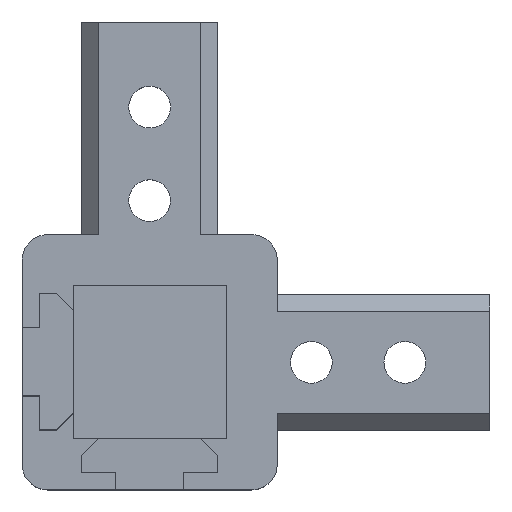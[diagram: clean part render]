
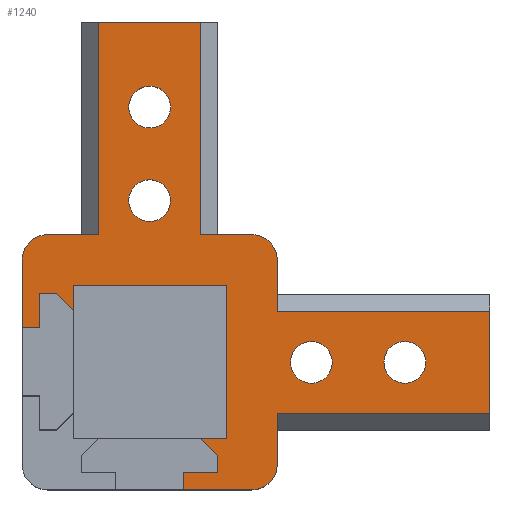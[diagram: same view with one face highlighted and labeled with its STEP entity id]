
A CAD part, top view. The second image highlights one B-rep face of the part: STEP entity #1240.
In plain terms, the highlighted planar face has unit normal (0, 0, 1).
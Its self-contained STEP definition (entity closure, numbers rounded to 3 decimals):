
#15=FACE_BOUND('',#155,.T.);
#16=FACE_BOUND('',#156,.T.);
#17=FACE_BOUND('',#157,.T.);
#18=FACE_BOUND('',#158,.T.);
#40=PLANE('',#1329);
#92=FACE_OUTER_BOUND('',#154,.T.);
#154=EDGE_LOOP('',(#907,#908,#909,#910,#911,#912,#913,#914,#915,#916,#917,
#918,#919,#920,#921,#922,#923,#924,#925,#926,#927,#928,#929,#930,#931,#932,
#933));
#155=EDGE_LOOP('',(#934));
#156=EDGE_LOOP('',(#935));
#157=EDGE_LOOP('',(#936));
#158=EDGE_LOOP('',(#937));
#229=LINE('',#1759,#385);
#238=LINE('',#1777,#394);
#241=LINE('',#1783,#397);
#244=LINE('',#1789,#400);
#251=LINE('',#1802,#407);
#252=LINE('',#1804,#408);
#253=LINE('',#1806,#409);
#254=LINE('',#1808,#410);
#255=LINE('',#1810,#411);
#256=LINE('',#1812,#412);
#257=LINE('',#1814,#413);
#258=LINE('',#1816,#414);
#259=LINE('',#1818,#415);
#260=LINE('',#1822,#416);
#261=LINE('',#1824,#417);
#262=LINE('',#1826,#418);
#263=LINE('',#1828,#419);
#264=LINE('',#1830,#420);
#265=LINE('',#1834,#421);
#266=LINE('',#1836,#422);
#267=LINE('',#1838,#423);
#268=LINE('',#1840,#424);
#269=LINE('',#1842,#425);
#270=LINE('',#1845,#426);
#385=VECTOR('',#1426,10.);
#394=VECTOR('',#1441,10.);
#397=VECTOR('',#1446,10.);
#400=VECTOR('',#1451,10.);
#407=VECTOR('',#1464,10.);
#408=VECTOR('',#1465,10.);
#409=VECTOR('',#1466,10.);
#410=VECTOR('',#1467,10.);
#411=VECTOR('',#1468,10.);
#412=VECTOR('',#1469,10.);
#413=VECTOR('',#1470,10.);
#414=VECTOR('',#1471,10.);
#415=VECTOR('',#1472,10.);
#416=VECTOR('',#1475,10.);
#417=VECTOR('',#1476,10.);
#418=VECTOR('',#1477,10.);
#419=VECTOR('',#1478,10.);
#420=VECTOR('',#1479,10.);
#421=VECTOR('',#1482,10.);
#422=VECTOR('',#1483,10.);
#423=VECTOR('',#1484,10.);
#424=VECTOR('',#1485,10.);
#425=VECTOR('',#1486,10.);
#426=VECTOR('',#1489,10.);
#537=CIRCLE('',#1330,3.);
#538=CIRCLE('',#1331,3.);
#539=CIRCLE('',#1332,3.);
#540=CIRCLE('',#1333,2.459);
#541=CIRCLE('',#1334,2.459);
#542=CIRCLE('',#1335,2.459);
#543=CIRCLE('',#1336,2.459);
#567=VERTEX_POINT('',#1756);
#568=VERTEX_POINT('',#1758);
#574=VERTEX_POINT('',#1776);
#576=VERTEX_POINT('',#1782);
#578=VERTEX_POINT('',#1788);
#581=VERTEX_POINT('',#1801);
#582=VERTEX_POINT('',#1803);
#583=VERTEX_POINT('',#1805);
#584=VERTEX_POINT('',#1807);
#585=VERTEX_POINT('',#1809);
#586=VERTEX_POINT('',#1811);
#587=VERTEX_POINT('',#1813);
#588=VERTEX_POINT('',#1815);
#589=VERTEX_POINT('',#1817);
#590=VERTEX_POINT('',#1819);
#591=VERTEX_POINT('',#1821);
#592=VERTEX_POINT('',#1823);
#593=VERTEX_POINT('',#1825);
#594=VERTEX_POINT('',#1827);
#595=VERTEX_POINT('',#1829);
#596=VERTEX_POINT('',#1831);
#597=VERTEX_POINT('',#1833);
#598=VERTEX_POINT('',#1835);
#599=VERTEX_POINT('',#1837);
#600=VERTEX_POINT('',#1839);
#601=VERTEX_POINT('',#1841);
#602=VERTEX_POINT('',#1843);
#603=VERTEX_POINT('',#1846);
#604=VERTEX_POINT('',#1848);
#605=VERTEX_POINT('',#1850);
#606=VERTEX_POINT('',#1852);
#689=EDGE_CURVE('',#568,#567,#229,.T.);
#698=EDGE_CURVE('',#574,#568,#238,.T.);
#701=EDGE_CURVE('',#576,#574,#241,.T.);
#704=EDGE_CURVE('',#578,#576,#244,.T.);
#711=EDGE_CURVE('',#567,#581,#251,.T.);
#712=EDGE_CURVE('',#581,#582,#252,.T.);
#713=EDGE_CURVE('',#582,#583,#253,.T.);
#714=EDGE_CURVE('',#583,#584,#254,.T.);
#715=EDGE_CURVE('',#584,#585,#255,.T.);
#716=EDGE_CURVE('',#585,#586,#256,.T.);
#717=EDGE_CURVE('',#586,#587,#257,.T.);
#718=EDGE_CURVE('',#587,#588,#258,.T.);
#719=EDGE_CURVE('',#588,#589,#259,.T.);
#720=EDGE_CURVE('',#590,#589,#537,.T.);
#721=EDGE_CURVE('',#590,#591,#260,.T.);
#722=EDGE_CURVE('',#591,#592,#261,.T.);
#723=EDGE_CURVE('',#592,#593,#262,.T.);
#724=EDGE_CURVE('',#594,#593,#263,.T.);
#725=EDGE_CURVE('',#594,#595,#264,.T.);
#726=EDGE_CURVE('',#596,#595,#538,.T.);
#727=EDGE_CURVE('',#596,#597,#265,.T.);
#728=EDGE_CURVE('',#597,#598,#266,.T.);
#729=EDGE_CURVE('',#599,#598,#267,.T.);
#730=EDGE_CURVE('',#600,#599,#268,.T.);
#731=EDGE_CURVE('',#600,#601,#269,.T.);
#732=EDGE_CURVE('',#602,#601,#539,.T.);
#733=EDGE_CURVE('',#602,#578,#270,.T.);
#734=EDGE_CURVE('',#603,#603,#540,.T.);
#735=EDGE_CURVE('',#604,#604,#541,.T.);
#736=EDGE_CURVE('',#605,#605,#542,.T.);
#737=EDGE_CURVE('',#606,#606,#543,.T.);
#907=ORIENTED_EDGE('',*,*,#704,.T.);
#908=ORIENTED_EDGE('',*,*,#701,.T.);
#909=ORIENTED_EDGE('',*,*,#698,.T.);
#910=ORIENTED_EDGE('',*,*,#689,.T.);
#911=ORIENTED_EDGE('',*,*,#711,.T.);
#912=ORIENTED_EDGE('',*,*,#712,.T.);
#913=ORIENTED_EDGE('',*,*,#713,.T.);
#914=ORIENTED_EDGE('',*,*,#714,.T.);
#915=ORIENTED_EDGE('',*,*,#715,.T.);
#916=ORIENTED_EDGE('',*,*,#716,.T.);
#917=ORIENTED_EDGE('',*,*,#717,.T.);
#918=ORIENTED_EDGE('',*,*,#718,.T.);
#919=ORIENTED_EDGE('',*,*,#719,.T.);
#920=ORIENTED_EDGE('',*,*,#720,.F.);
#921=ORIENTED_EDGE('',*,*,#721,.T.);
#922=ORIENTED_EDGE('',*,*,#722,.T.);
#923=ORIENTED_EDGE('',*,*,#723,.T.);
#924=ORIENTED_EDGE('',*,*,#724,.F.);
#925=ORIENTED_EDGE('',*,*,#725,.T.);
#926=ORIENTED_EDGE('',*,*,#726,.F.);
#927=ORIENTED_EDGE('',*,*,#727,.T.);
#928=ORIENTED_EDGE('',*,*,#728,.T.);
#929=ORIENTED_EDGE('',*,*,#729,.F.);
#930=ORIENTED_EDGE('',*,*,#730,.F.);
#931=ORIENTED_EDGE('',*,*,#731,.T.);
#932=ORIENTED_EDGE('',*,*,#732,.F.);
#933=ORIENTED_EDGE('',*,*,#733,.T.);
#934=ORIENTED_EDGE('',*,*,#734,.T.);
#935=ORIENTED_EDGE('',*,*,#735,.T.);
#936=ORIENTED_EDGE('',*,*,#736,.T.);
#937=ORIENTED_EDGE('',*,*,#737,.T.);
#1240=ADVANCED_FACE('',(#92,#15,#16,#17,#18),#40,.T.);
#1329=AXIS2_PLACEMENT_3D('',#1800,#1462,#1463);
#1330=AXIS2_PLACEMENT_3D('',#1820,#1473,#1474);
#1331=AXIS2_PLACEMENT_3D('',#1832,#1480,#1481);
#1332=AXIS2_PLACEMENT_3D('',#1844,#1487,#1488);
#1333=AXIS2_PLACEMENT_3D('',#1847,#1490,#1491);
#1334=AXIS2_PLACEMENT_3D('',#1849,#1492,#1493);
#1335=AXIS2_PLACEMENT_3D('',#1851,#1494,#1495);
#1336=AXIS2_PLACEMENT_3D('',#1853,#1496,#1497);
#1426=DIRECTION('',(0.707,-0.707,0.));
#1441=DIRECTION('',(1.,0.,0.));
#1446=DIRECTION('',(0.,1.,0.));
#1451=DIRECTION('',(1.,0.,0.));
#1462=DIRECTION('center_axis',(0.,0.,1.));
#1463=DIRECTION('ref_axis',(1.,0.,0.));
#1464=DIRECTION('',(0.,1.,0.));
#1465=DIRECTION('',(1.,0.,0.));
#1466=DIRECTION('',(0.,-1.,0.));
#1467=DIRECTION('',(-1.,0.,0.));
#1468=DIRECTION('',(0.707,-0.707,0.));
#1469=DIRECTION('',(0.,-1.,0.));
#1470=DIRECTION('',(-1.,0.,0.));
#1471=DIRECTION('',(0.,-1.,0.));
#1472=DIRECTION('',(1.,0.,0.));
#1473=DIRECTION('center_axis',(0.,0.,-1.));
#1474=DIRECTION('ref_axis',(0.707,-0.707,0.));
#1475=DIRECTION('',(0.,1.,0.));
#1476=DIRECTION('',(1.,0.,0.));
#1477=DIRECTION('',(0.,1.,0.));
#1478=DIRECTION('',(1.,0.,0.));
#1479=DIRECTION('',(0.,1.,0.));
#1480=DIRECTION('center_axis',(0.,0.,-1.));
#1481=DIRECTION('ref_axis',(0.707,0.707,0.));
#1482=DIRECTION('',(-1.,0.,0.));
#1483=DIRECTION('',(0.,1.,0.));
#1484=DIRECTION('',(1.,0.,0.));
#1485=DIRECTION('',(0.,1.,0.));
#1486=DIRECTION('',(-1.,0.,0.));
#1487=DIRECTION('center_axis',(0.,0.,-1.));
#1488=DIRECTION('ref_axis',(-0.707,0.707,0.));
#1489=DIRECTION('',(0.,-1.,0.));
#1490=DIRECTION('center_axis',(0.,0.,-1.));
#1491=DIRECTION('ref_axis',(0.,1.,0.));
#1492=DIRECTION('center_axis',(0.,0.,-1.));
#1493=DIRECTION('ref_axis',(0.,1.,0.));
#1494=DIRECTION('center_axis',(0.,0.,-1.));
#1495=DIRECTION('ref_axis',(1.,0.,0.));
#1496=DIRECTION('center_axis',(0.,0.,-1.));
#1497=DIRECTION('ref_axis',(1.,0.,0.));
#1756=CARTESIAN_POINT('',(-9.,6.,6.));
#1758=CARTESIAN_POINT('',(-11.,8.,6.));
#1759=CARTESIAN_POINT('',(-6.25,3.25,6.));
#1776=CARTESIAN_POINT('',(-13.,8.,6.));
#1777=CARTESIAN_POINT('',(-6.5,8.,6.));
#1782=CARTESIAN_POINT('',(-13.,4.,6.));
#1783=CARTESIAN_POINT('',(-13.,2.,6.));
#1788=CARTESIAN_POINT('',(-15.,4.,6.));
#1789=CARTESIAN_POINT('',(-7.5,4.,6.));
#1800=CARTESIAN_POINT('Origin',(0.,0.,
6.));
#1801=CARTESIAN_POINT('',(-9.,9.,6.));
#1802=CARTESIAN_POINT('',(-9.,-4.5,6.));
#1803=CARTESIAN_POINT('',(9.,9.,6.));
#1804=CARTESIAN_POINT('',(-4.5,9.,6.));
#1805=CARTESIAN_POINT('',(9.,-9.,6.));
#1806=CARTESIAN_POINT('',(9.,4.5,6.));
#1807=CARTESIAN_POINT('',(6.,-9.,6.));
#1808=CARTESIAN_POINT('',(4.5,-9.,6.));
#1809=CARTESIAN_POINT('',(8.,-11.,6.));
#1810=CARTESIAN_POINT('',(3.25,-6.25,6.));
#1811=CARTESIAN_POINT('',(8.,-13.,6.));
#1812=CARTESIAN_POINT('',(8.,-6.5,6.));
#1813=CARTESIAN_POINT('',(4.,-13.,6.));
#1814=CARTESIAN_POINT('',(2.,-13.,6.));
#1815=CARTESIAN_POINT('',(4.,-15.,6.));
#1816=CARTESIAN_POINT('',(4.,-7.5,6.));
#1817=CARTESIAN_POINT('',(12.,-15.,6.));
#1818=CARTESIAN_POINT('',(-15.,-15.,6.));
#1819=CARTESIAN_POINT('',(15.,-12.,6.));
#1820=CARTESIAN_POINT('Origin',(12.,-12.,6.));
#1821=CARTESIAN_POINT('',(15.,-6.,6.));
#1822=CARTESIAN_POINT('',(15.,-15.,6.));
#1823=CARTESIAN_POINT('',(40.,-6.,6.));
#1824=CARTESIAN_POINT('',(15.,-6.,6.));
#1825=CARTESIAN_POINT('',(40.,6.,6.));
#1826=CARTESIAN_POINT('',(40.,-6.,6.));
#1827=CARTESIAN_POINT('',(15.,6.,6.));
#1828=CARTESIAN_POINT('',(15.,6.,6.));
#1829=CARTESIAN_POINT('',(15.,12.,6.));
#1830=CARTESIAN_POINT('',(15.,-15.,6.));
#1831=CARTESIAN_POINT('',(12.,15.,6.));
#1832=CARTESIAN_POINT('Origin',(12.,12.,6.));
#1833=CARTESIAN_POINT('',(6.,15.,6.));
#1834=CARTESIAN_POINT('',(15.,15.,6.));
#1835=CARTESIAN_POINT('',(6.,40.,6.));
#1836=CARTESIAN_POINT('',(6.,15.,6.));
#1837=CARTESIAN_POINT('',(-6.,40.,6.));
#1838=CARTESIAN_POINT('',(-6.,40.,6.));
#1839=CARTESIAN_POINT('',(-6.,15.,6.));
#1840=CARTESIAN_POINT('',(-6.,15.,6.));
#1841=CARTESIAN_POINT('',(-12.,15.,6.));
#1842=CARTESIAN_POINT('',(15.,15.,6.));
#1843=CARTESIAN_POINT('',(-15.,12.,6.));
#1844=CARTESIAN_POINT('Origin',(-12.,12.,6.));
#1845=CARTESIAN_POINT('',(-15.,15.,6.));
#1846=CARTESIAN_POINT('',(30.,-2.458,6.));
#1847=CARTESIAN_POINT('Origin',(30.,0.,6.));
#1848=CARTESIAN_POINT('',(19.,-2.459,6.));
#1849=CARTESIAN_POINT('Origin',(19.,0.,6.));
#1850=CARTESIAN_POINT('',(-2.459,30.,6.));
#1851=CARTESIAN_POINT('Origin',(0.,30.,6.));
#1852=CARTESIAN_POINT('',(-2.459,19.,6.));
#1853=CARTESIAN_POINT('Origin',(0.,19.,6.));
